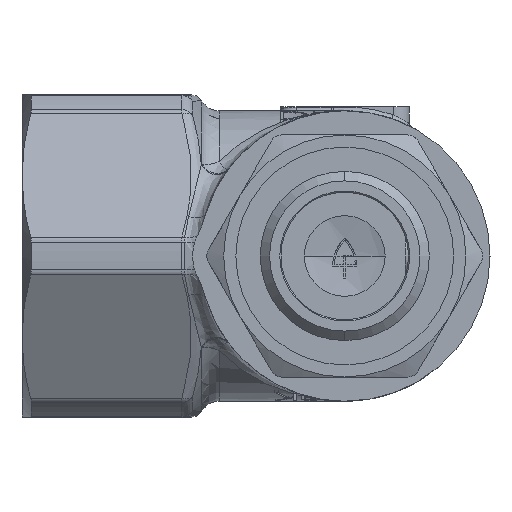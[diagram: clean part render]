
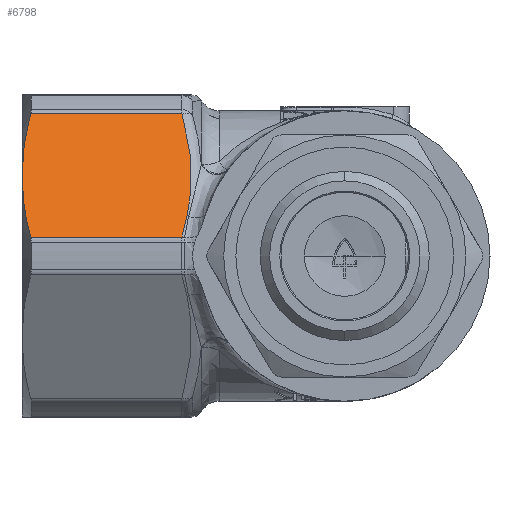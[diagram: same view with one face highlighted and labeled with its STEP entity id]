
A CAD part, front view. The second image highlights one B-rep face of the part: STEP entity #6798.
In plain terms, the highlighted planar face has unit normal (0, -0.866, 0.5).
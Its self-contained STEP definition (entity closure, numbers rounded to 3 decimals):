
#8 = DIRECTION ( 'NONE',  ( 1., 0., 0. ) ) ;
#770 = DIRECTION ( 'NONE',  ( 0., 0.866, -0.5 ) ) ;
#1339 = CARTESIAN_POINT ( 'NONE',  ( -38.924, -21.736, 2.351 ) ) ;
#1405 = CARTESIAN_POINT ( 'NONE',  ( -39.903, -15.838, 12.568 ) ) ;
#1791 = CARTESIAN_POINT ( 'NONE',  ( -19.814, -13.631, 16.391 ) ) ;
#2035 = EDGE_LOOP ( 'NONE', ( #10370, #20809, #21425, #20243, #20058 ) ) ;
#2165 = CARTESIAN_POINT ( 'NONE',  ( -39.882, -18.801, 7.436 ) ) ;
#2503 = DIRECTION ( 'NONE',  ( -1., 0., 0. ) ) ;
#2966 = VECTOR ( 'NONE', #8, 1000. ) ;
#2996 = PLANE ( 'NONE',  #5410 ) ;
#3285 = CARTESIAN_POINT ( 'NONE',  ( -20.175, -12.905, 17.649 ) ) ;
#3854 = CARTESIAN_POINT ( 'NONE',  ( -19.128, -15.824, 12.592 ) ) ;
#4061 = CARTESIAN_POINT ( 'NONE',  ( -20.175, -12.905, 17.649 ) ) ;
#4124 = CARTESIAN_POINT ( 'NONE',  ( -40., -17.321, 10. ) ) ;
#4213 = CARTESIAN_POINT ( 'NONE',  ( -40., -17.689, 9.361 ) ) ;
#4447 = B_SPLINE_CURVE_WITH_KNOTS ( 'NONE', 3,
 ( #9812, #1791, #11787, #3854, #22282, #26564, #5510, #26479, #27132, #9518, #22462, #7617 ),
 .UNSPECIFIED., .F., .F.,
 ( 4, 2, 2, 2, 2, 4 ),
 ( 0., 0.004, 0.009, 0.011, 0.013, 0.018 ),
 .UNSPECIFIED. ) ;
#5410 = AXIS2_PLACEMENT_3D ( 'NONE', #13519, #770, #13892 ) ;
#5510 = CARTESIAN_POINT ( 'NONE',  ( -19.045, -18.042, 8.751 ) ) ;
#5982 = B_SPLINE_CURVE_WITH_KNOTS ( 'NONE', 3,
 ( #24621, #11869, #22630, #1405, #18246, #24907 ),
 .UNSPECIFIED., .F., .F.,
 ( 4, 2, 4 ),
 ( 0., 0.004, 0.009 ),
 .UNSPECIFIED. ) ;
#6391 = EDGE_CURVE ( 'NONE', #18408, #21137, #4447, .T. ) ;
#6798 = ADVANCED_FACE ( 'NONE', ( #14516 ), #2996, .F. ) ;
#6848 = CARTESIAN_POINT ( 'NONE',  ( -40., -21.736, 2.351 ) ) ;
#7617 = CARTESIAN_POINT ( 'NONE',  ( -20.175, -21.736, 2.351 ) ) ;
#8314 = CARTESIAN_POINT ( 'NONE',  ( -38.924, -12.905, 17.649 ) ) ;
#9518 = CARTESIAN_POINT ( 'NONE',  ( -19.521, -20.274, 4.884 ) ) ;
#9812 = CARTESIAN_POINT ( 'NONE',  ( -20.175, -12.905, 17.649 ) ) ;
#10284 = LINE ( 'NONE', #4061, #2966 ) ;
#10370 = ORIENTED_EDGE ( 'NONE', *, *, #26939, .F. ) ;
#10664 = CARTESIAN_POINT ( 'NONE',  ( -39.534, -20.28, 4.875 ) ) ;
#11787 = CARTESIAN_POINT ( 'NONE',  ( -19.525, -14.359, 15.129 ) ) ;
#11869 = CARTESIAN_POINT ( 'NONE',  ( -39.265, -13.634, 16.385 ) ) ;
#12034 = VECTOR ( 'NONE', #2503, 1000. ) ;
#12480 = VERTEX_POINT ( 'NONE', #27034 ) ;
#12798 = CARTESIAN_POINT ( 'NONE',  ( -38.924, -21.736, 2.351 ) ) ;
#13519 = CARTESIAN_POINT ( 'NONE',  ( -16.5, -11.547, 20. ) ) ;
#13892 = DIRECTION ( 'NONE',  ( 0., -0.5, -0.866 ) ) ;
#14516 = FACE_OUTER_BOUND ( 'NONE', #2035, .T. ) ;
#15335 = VERTEX_POINT ( 'NONE', #1339 ) ;
#16722 = EDGE_CURVE ( 'NONE', #21137, #15335, #24607, .T. ) ;
#18246 = CARTESIAN_POINT ( 'NONE',  ( -40., -16.577, 11.287 ) ) ;
#18408 = VERTEX_POINT ( 'NONE', #3285 ) ;
#19112 = CARTESIAN_POINT ( 'NONE',  ( -39.976, -18.059, 8.721 ) ) ;
#20058 = ORIENTED_EDGE ( 'NONE', *, *, #6391, .F. ) ;
#20243 = ORIENTED_EDGE ( 'NONE', *, *, #16722, .F. ) ;
#20809 = ORIENTED_EDGE ( 'NONE', *, *, #21454, .T. ) ;
#21012 = EDGE_CURVE ( 'NONE', #12480, #15335, #22751, .T. ) ;
#21137 = VERTEX_POINT ( 'NONE', #23809 ) ;
#21425 = ORIENTED_EDGE ( 'NONE', *, *, #21012, .T. ) ;
#21454 = EDGE_CURVE ( 'NONE', #24538, #12480, #5982, .T. ) ;
#22282 = CARTESIAN_POINT ( 'NONE',  ( -19.023, -16.56, 11.317 ) ) ;
#22462 = CARTESIAN_POINT ( 'NONE',  ( -19.813, -21.008, 3.612 ) ) ;
#22630 = CARTESIAN_POINT ( 'NONE',  ( -39.535, -14.366, 15.117 ) ) ;
#22751 = B_SPLINE_CURVE_WITH_KNOTS ( 'NONE', 3,
 ( #4124, #4213, #19112, #2165, #23368, #10664, #25457, #12798 ),
 .UNSPECIFIED., .F., .F.,
 ( 4, 2, 2, 4 ),
 ( 0.009, 0.011, 0.013, 0.018 ),
 .UNSPECIFIED. ) ;
#23368 = CARTESIAN_POINT ( 'NONE',  ( -39.811, -19.172, 6.792 ) ) ;
#23809 = CARTESIAN_POINT ( 'NONE',  ( -20.175, -21.736, 2.351 ) ) ;
#24538 = VERTEX_POINT ( 'NONE', #8314 ) ;
#24607 = LINE ( 'NONE', #6848, #12034 ) ;
#24621 = CARTESIAN_POINT ( 'NONE',  ( -38.924, -12.905, 17.649 ) ) ;
#24907 = CARTESIAN_POINT ( 'NONE',  ( -40., -17.321, 10. ) ) ;
#25457 = CARTESIAN_POINT ( 'NONE',  ( -39.263, -21.011, 3.608 ) ) ;
#26479 = CARTESIAN_POINT ( 'NONE',  ( -19.146, -18.786, 7.462 ) ) ;
#26564 = CARTESIAN_POINT ( 'NONE',  ( -19.02, -17.671, 9.394 ) ) ;
#26939 = EDGE_CURVE ( 'NONE', #24538, #18408, #10284, .T. ) ;
#27034 = CARTESIAN_POINT ( 'NONE',  ( -40., -17.321, 10. ) ) ;
#27132 = CARTESIAN_POINT ( 'NONE',  ( -19.222, -19.16, 6.814 ) ) ;
